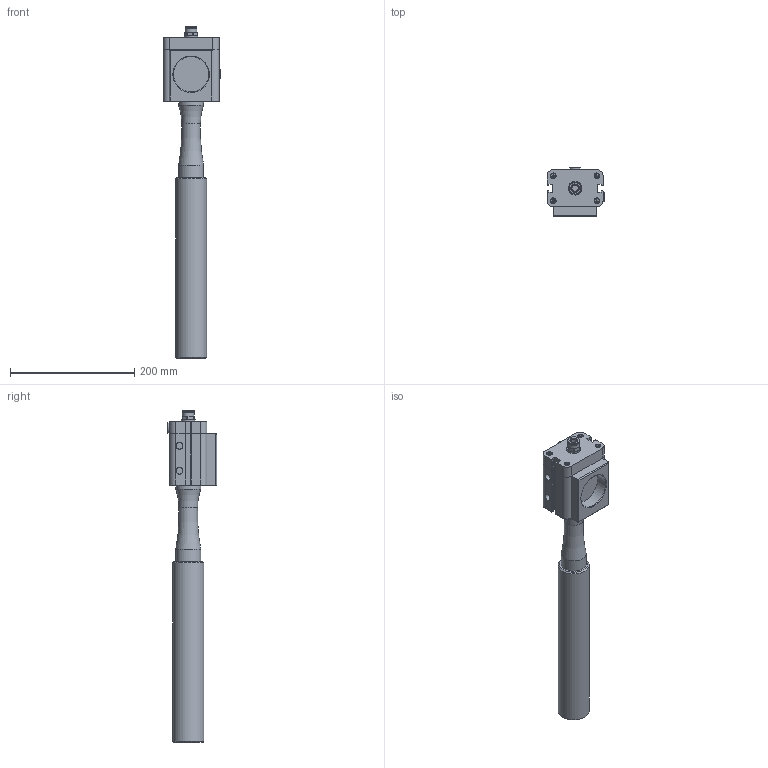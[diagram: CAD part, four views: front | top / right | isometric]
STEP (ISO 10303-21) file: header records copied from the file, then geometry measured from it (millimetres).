
FILE_DESCRIPTION(/* description */ (''),/* implementation_level */ '2;1');
FILE_NAME(/* name */ 'evkz40a.stp',/* time_stamp */ '2022-07-15T08:35:42+02:00',/* author */ ('enginyeria'),/* organization */ (''),/* preprocessor_version */ 'ST-DEVELOPER v17.2',/* originating_system */ 'Autodesk Inventor 2019',/* authorisation */ '');
FILE_SCHEMA (('AUTOMOTIVE_DESIGN { 1 0 10303 214 3 1 1 }'));
Length unit declared in the file: millimetre
Products named in the file (1): Pieza8
Bounding box: 93 x 79 x 533.61 mm (x, y, z)
Volume: 1007479 mm3; surface area: 161202.3 mm2
Topology: 1 solids, 19 shells, 363 faces, 943 edges, 647 vertices
Faces by surface type: plane 213, cylinder 92, cone 43, torus 15
Full cylindrical faces by diameter (mm): 4.134 x4, 5 x8, 5.5 x4, 6 x4, 6.3 x4, 8 x1, 8.5 x4, 8.566 x2, 9 x4, 9.43 x4, 10.2 x1, 10.8 x2, 11.5 x1, 12 x1, 13.6 x1, 14 x1, 14.6 x1, 14.95 x1, 17 x1, 18.8 x1, 19 x1, 22 x1, 33.5 x1, 34.95 x1, 40 x2, 50 x1, 56.656 x1, 62 x1, 66 x1
Entity records: 11240 total; most frequent: CARTESIAN_POINT 2150, DIRECTION 1937, ORIENTED_EDGE 1862, EDGE_CURVE 931, AXIS2_PLACEMENT_3D 726, VERTEX_POINT 647, LINE 485, VECTOR 485
